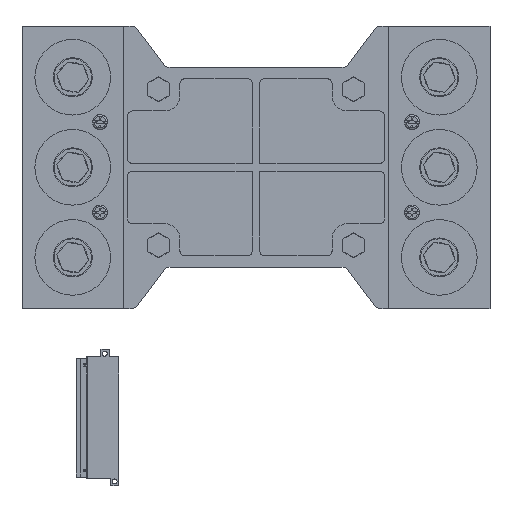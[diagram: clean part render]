
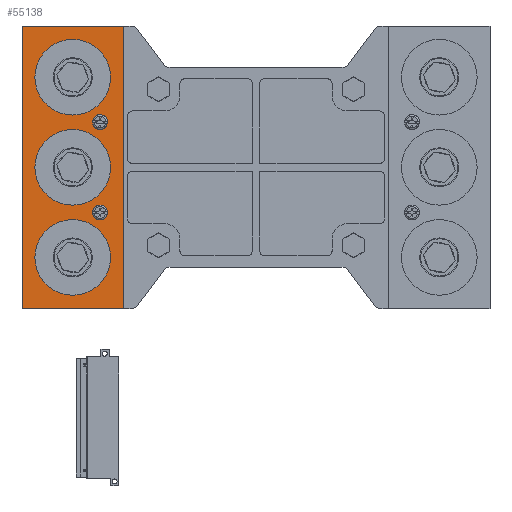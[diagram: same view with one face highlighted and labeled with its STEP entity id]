
A CAD part, front view. The second image highlights one B-rep face of the part: STEP entity #55138.
In plain terms, the highlighted planar face has unit normal (0, -1, 0).
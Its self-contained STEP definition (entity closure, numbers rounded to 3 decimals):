
#1168 = DIRECTION ( 'NONE',  ( 0., 0., -1. ) ) ;
#1462 = DIRECTION ( 'NONE',  ( 0., -1., 0. ) ) ;
#2329 = EDGE_CURVE ( 'NONE', #27190, #6699, #23942, .T. ) ;
#2512 = ORIENTED_EDGE ( 'NONE', *, *, #18178, .F. ) ;
#2910 = CARTESIAN_POINT ( 'NONE',  ( -150., 0., -90.5 ) ) ;
#3680 = AXIS2_PLACEMENT_3D ( 'NONE', #59783, #9381, #28116 ) ;
#3728 = VERTEX_POINT ( 'NONE', #30384 ) ;
#3787 = DIRECTION ( 'NONE',  ( 0., 0., -1. ) ) ;
#4274 = VERTEX_POINT ( 'NONE', #2910 ) ;
#5347 = CARTESIAN_POINT ( 'NONE',  ( -100., 0., 29. ) ) ;
#5579 = VECTOR ( 'NONE', #39090, 1000. ) ;
#5785 = ORIENTED_EDGE ( 'NONE', *, *, #51756, .F. ) ;
#5997 = EDGE_CURVE ( 'NONE', #4274, #49095, #20933, .T. ) ;
#6219 = CARTESIAN_POINT ( 'NONE',  ( 0., 0., 90.5 ) ) ;
#6630 = FACE_BOUND ( 'NONE', #53739, .T. ) ;
#6699 = VERTEX_POINT ( 'NONE', #32517 ) ;
#6913 = DIRECTION ( 'NONE',  ( 0., 0., 1. ) ) ;
#6933 = PLANE ( 'NONE',  #51811 ) ;
#7220 = CARTESIAN_POINT ( 'NONE',  ( -100., 0., -29. ) ) ;
#7551 = DIRECTION ( 'NONE',  ( 0., 0., 1. ) ) ;
#9048 = AXIS2_PLACEMENT_3D ( 'NONE', #7220, #44715, #49020 ) ;
#9268 = DIRECTION ( 'NONE',  ( 0., 0., -1. ) ) ;
#9381 = DIRECTION ( 'NONE',  ( 0., -1., 0. ) ) ;
#9598 = ORIENTED_EDGE ( 'NONE', *, *, #23658, .F. ) ;
#9617 = CARTESIAN_POINT ( 'NONE',  ( -117.5, 0., -24.25 ) ) ;
#9931 = EDGE_LOOP ( 'NONE', ( #32189, #5785 ) ) ;
#10871 = AXIS2_PLACEMENT_3D ( 'NONE', #34569, #21050, #6913 ) ;
#11142 = DIRECTION ( 'NONE',  ( 0., -1., 0. ) ) ;
#11172 = ORIENTED_EDGE ( 'NONE', *, *, #52064, .F. ) ;
#11199 = AXIS2_PLACEMENT_3D ( 'NONE', #13889, #51393, #9268 ) ;
#11542 = FACE_BOUND ( 'NONE', #46699, .T. ) ;
#12104 = CARTESIAN_POINT ( 'NONE',  ( -117.5, 0., 24.25 ) ) ;
#12495 = CARTESIAN_POINT ( 'NONE',  ( -100., 0., -32.925 ) ) ;
#13889 = CARTESIAN_POINT ( 'NONE',  ( -117.5, 0., 0. ) ) ;
#14410 = EDGE_CURVE ( 'NONE', #16543, #49095, #60400, .T. ) ;
#14434 = AXIS2_PLACEMENT_3D ( 'NONE', #23759, #28357, #37287 ) ;
#14469 = CARTESIAN_POINT ( 'NONE',  ( -85., 0., 90.5 ) ) ;
#15119 = AXIS2_PLACEMENT_3D ( 'NONE', #43435, #11142, #20966 ) ;
#15913 = VERTEX_POINT ( 'NONE', #9617 ) ;
#16174 = CARTESIAN_POINT ( 'NONE',  ( -117.5, 0., 57.75 ) ) ;
#16543 = VERTEX_POINT ( 'NONE', #14469 ) ;
#17223 = EDGE_CURVE ( 'NONE', #6699, #27190, #20559, .T. ) ;
#17995 = DIRECTION ( 'NONE',  ( 0., 0., -1. ) ) ;
#18178 = EDGE_CURVE ( 'NONE', #57503, #21535, #54038, .T. ) ;
#18532 = ORIENTED_EDGE ( 'NONE', *, *, #55268, .F. ) ;
#18903 = CARTESIAN_POINT ( 'NONE',  ( -85., 0., 0. ) ) ;
#19899 = CARTESIAN_POINT ( 'NONE',  ( -100., 0., 32.925 ) ) ;
#20031 = CIRCLE ( 'NONE', #15119, 3.925 ) ;
#20559 = CIRCLE ( 'NONE', #54925, 24.25 ) ;
#20804 = VERTEX_POINT ( 'NONE', #29580 ) ;
#20933 = LINE ( 'NONE', #29847, #41379 ) ;
#20966 = DIRECTION ( 'NONE',  ( 0., 0., 1. ) ) ;
#21050 = DIRECTION ( 'NONE',  ( 0., -1., 0. ) ) ;
#21535 = VERTEX_POINT ( 'NONE', #19899 ) ;
#21801 = CIRCLE ( 'NONE', #9048, 3.925 ) ;
#22290 = LINE ( 'NONE', #55176, #29199 ) ;
#22517 = DIRECTION ( 'NONE',  ( 0., -1., 0. ) ) ;
#23025 = VERTEX_POINT ( 'NONE', #12495 ) ;
#23658 = EDGE_CURVE ( 'NONE', #21535, #57503, #47556, .T. ) ;
#23759 = CARTESIAN_POINT ( 'NONE',  ( -117.5, 0., -57.75 ) ) ;
#23942 = CIRCLE ( 'NONE', #59279, 24.25 ) ;
#24280 = ORIENTED_EDGE ( 'NONE', *, *, #38965, .F. ) ;
#24946 = DIRECTION ( 'NONE',  ( 1., 0., 0. ) ) ;
#25287 = CARTESIAN_POINT ( 'NONE',  ( -117.5, 0., -33.5 ) ) ;
#25939 = CIRCLE ( 'NONE', #11199, 24.25 ) ;
#26595 = EDGE_CURVE ( 'NONE', #15913, #48246, #51806, .T. ) ;
#27190 = VERTEX_POINT ( 'NONE', #37185 ) ;
#28116 = DIRECTION ( 'NONE',  ( 0., 0., -1. ) ) ;
#28147 = CIRCLE ( 'NONE', #14434, 24.25 ) ;
#28188 = CIRCLE ( 'NONE', #3680, 24.25 ) ;
#28357 = DIRECTION ( 'NONE',  ( 0., -1., 0. ) ) ;
#29172 = ORIENTED_EDGE ( 'NONE', *, *, #26595, .F. ) ;
#29199 = VECTOR ( 'NONE', #41653, 1000. ) ;
#29580 = CARTESIAN_POINT ( 'NONE',  ( -117.5, 0., -82. ) ) ;
#29847 = CARTESIAN_POINT ( 'NONE',  ( 0., 0., -90.5 ) ) ;
#30384 = CARTESIAN_POINT ( 'NONE',  ( -150., 0., 90.5 ) ) ;
#32189 = ORIENTED_EDGE ( 'NONE', *, *, #50923, .F. ) ;
#32310 = EDGE_LOOP ( 'NONE', ( #44680, #46818, #45996, #18532 ) ) ;
#32517 = CARTESIAN_POINT ( 'NONE',  ( -117.5, 0., 82. ) ) ;
#33215 = VERTEX_POINT ( 'NONE', #25287 ) ;
#33583 = DIRECTION ( 'NONE',  ( 0., 0., 1. ) ) ;
#34569 = CARTESIAN_POINT ( 'NONE',  ( -100., 0., 29. ) ) ;
#34592 = VERTEX_POINT ( 'NONE', #51113 ) ;
#35481 = FACE_BOUND ( 'NONE', #48119, .T. ) ;
#36924 = DIRECTION ( 'NONE',  ( 0., 0., -1. ) ) ;
#37185 = CARTESIAN_POINT ( 'NONE',  ( -117.5, 0., 33.5 ) ) ;
#37287 = DIRECTION ( 'NONE',  ( 0., 0., -1. ) ) ;
#38791 = LINE ( 'NONE', #6219, #5579 ) ;
#38965 = EDGE_CURVE ( 'NONE', #20804, #33215, #28147, .T. ) ;
#39090 = DIRECTION ( 'NONE',  ( 1., 0., 0. ) ) ;
#39220 = EDGE_CURVE ( 'NONE', #3728, #16543, #38791, .T. ) ;
#40016 = AXIS2_PLACEMENT_3D ( 'NONE', #45887, #22517, #3787 ) ;
#41379 = VECTOR ( 'NONE', #24946, 1000. ) ;
#41544 = DIRECTION ( 'NONE',  ( 0., -1., 0. ) ) ;
#41653 = DIRECTION ( 'NONE',  ( 0., 0., 1. ) ) ;
#41767 = CARTESIAN_POINT ( 'NONE',  ( -85., 0., -90.5 ) ) ;
#42352 = ORIENTED_EDGE ( 'NONE', *, *, #17223, .F. ) ;
#42792 = EDGE_CURVE ( 'NONE', #33215, #20804, #28188, .T. ) ;
#43435 = CARTESIAN_POINT ( 'NONE',  ( -100., 0., -29. ) ) ;
#44680 = ORIENTED_EDGE ( 'NONE', *, *, #5997, .T. ) ;
#44715 = DIRECTION ( 'NONE',  ( 0., -1., 0. ) ) ;
#44736 = DIRECTION ( 'NONE',  ( 0., 1., 0. ) ) ;
#45887 = CARTESIAN_POINT ( 'NONE',  ( -117.5, 0., 0. ) ) ;
#45996 = ORIENTED_EDGE ( 'NONE', *, *, #39220, .F. ) ;
#46166 = CARTESIAN_POINT ( 'NONE',  ( -117.5, 0., 57.75 ) ) ;
#46699 = EDGE_LOOP ( 'NONE', ( #56389, #42352 ) ) ;
#46818 = ORIENTED_EDGE ( 'NONE', *, *, #14410, .F. ) ;
#47556 = CIRCLE ( 'NONE', #56423, 3.925 ) ;
#48119 = EDGE_LOOP ( 'NONE', ( #9598, #2512 ) ) ;
#48196 = EDGE_LOOP ( 'NONE', ( #24280, #59973 ) ) ;
#48236 = CARTESIAN_POINT ( 'NONE',  ( -100., 0., 25.075 ) ) ;
#48246 = VERTEX_POINT ( 'NONE', #12104 ) ;
#48631 = DIRECTION ( 'NONE',  ( 0., -1., 0. ) ) ;
#49020 = DIRECTION ( 'NONE',  ( 0., 0., 1. ) ) ;
#49043 = FACE_BOUND ( 'NONE', #48196, .T. ) ;
#49095 = VERTEX_POINT ( 'NONE', #41767 ) ;
#49658 = FACE_BOUND ( 'NONE', #9931, .T. ) ;
#49966 = CARTESIAN_POINT ( 'NONE',  ( 0., 0., 0. ) ) ;
#50923 = EDGE_CURVE ( 'NONE', #34592, #23025, #21801, .T. ) ;
#51113 = CARTESIAN_POINT ( 'NONE',  ( -100., 0., -25.075 ) ) ;
#51393 = DIRECTION ( 'NONE',  ( 0., -1., 0. ) ) ;
#51756 = EDGE_CURVE ( 'NONE', #23025, #34592, #20031, .T. ) ;
#51806 = CIRCLE ( 'NONE', #40016, 24.25 ) ;
#51811 = AXIS2_PLACEMENT_3D ( 'NONE', #49966, #44736, #7551 ) ;
#52064 = EDGE_CURVE ( 'NONE', #48246, #15913, #25939, .T. ) ;
#53739 = EDGE_LOOP ( 'NONE', ( #29172, #11172 ) ) ;
#54038 = CIRCLE ( 'NONE', #10871, 3.925 ) ;
#54925 = AXIS2_PLACEMENT_3D ( 'NONE', #46166, #41544, #36924 ) ;
#55138 = ADVANCED_FACE ( 'NONE', ( #49658, #35481, #11542, #6630, #49043, #58863 ), #6933, .F. ) ;
#55176 = CARTESIAN_POINT ( 'NONE',  ( -150., 0., 0. ) ) ;
#55268 = EDGE_CURVE ( 'NONE', #4274, #3728, #22290, .T. ) ;
#56389 = ORIENTED_EDGE ( 'NONE', *, *, #2329, .F. ) ;
#56423 = AXIS2_PLACEMENT_3D ( 'NONE', #5347, #48631, #33583 ) ;
#57503 = VERTEX_POINT ( 'NONE', #48236 ) ;
#58716 = VECTOR ( 'NONE', #17995, 1000. ) ;
#58863 = FACE_OUTER_BOUND ( 'NONE', #32310, .T. ) ;
#59279 = AXIS2_PLACEMENT_3D ( 'NONE', #16174, #1462, #1168 ) ;
#59783 = CARTESIAN_POINT ( 'NONE',  ( -117.5, 0., -57.75 ) ) ;
#59973 = ORIENTED_EDGE ( 'NONE', *, *, #42792, .F. ) ;
#60400 = LINE ( 'NONE', #18903, #58716 ) ;
